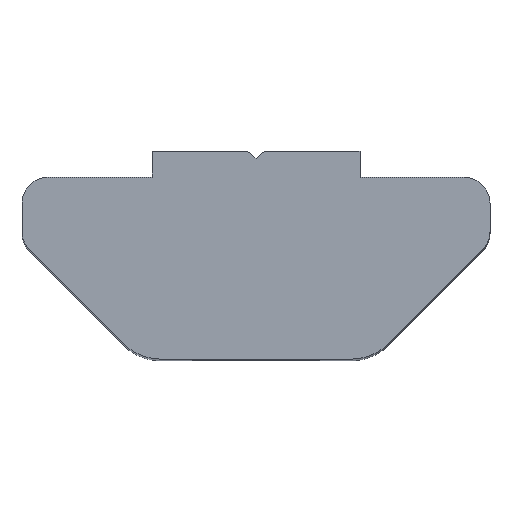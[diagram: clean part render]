
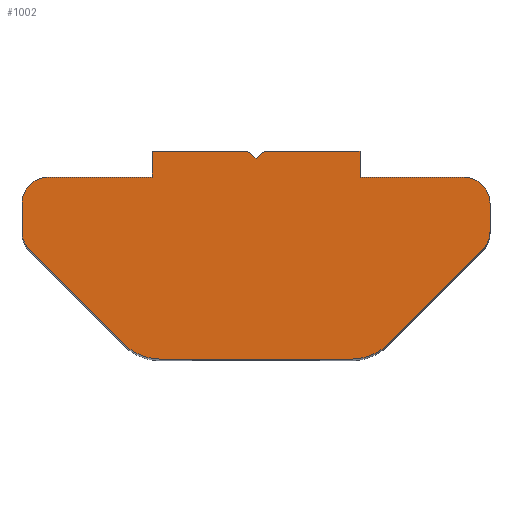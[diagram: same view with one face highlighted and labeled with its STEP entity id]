
A CAD part, top view. The second image highlights one B-rep face of the part: STEP entity #1002.
In plain terms, the highlighted planar face has unit normal (0, 0, 1).
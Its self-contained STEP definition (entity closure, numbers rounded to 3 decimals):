
#269=CARTESIAN_POINT('',(0.547,4.75,19.0));
#270=VERTEX_POINT('',#269);
#277=CARTESIAN_POINT('',(4.218,4.75,19.0));
#278=VERTEX_POINT('',#277);
#279=CARTESIAN_POINT('',(0.547,4.75,19.0));
#280=DIRECTION('',(1.0,0.0,0.0));
#281=VECTOR('',#280,3.672);
#282=LINE('',#279,#281);
#283=EDGE_CURVE('',#270,#278,#282,.T.);
#316=CARTESIAN_POINT('',(0.218,4.476,19.0));
#317=VERTEX_POINT('',#316);
#324=CARTESIAN_POINT('',(0.218,4.476,19.0));
#325=DIRECTION('',(0.767,0.641,0.0));
#326=VECTOR('',#325,0.428);
#327=LINE('',#324,#326);
#328=EDGE_CURVE('',#317,#270,#327,.T.);
#357=CARTESIAN_POINT('',(-0.125,4.75,19.0));
#358=VERTEX_POINT('',#357);
#365=CARTESIAN_POINT('',(-0.125,4.75,19.0));
#366=DIRECTION('',(0.781,-0.624,0.0));
#367=VECTOR('',#366,0.439);
#368=LINE('',#365,#367);
#369=EDGE_CURVE('',#358,#317,#368,.T.);
#562=CARTESIAN_POINT('',(-3.782,4.75,19.0));
#563=VERTEX_POINT('',#562);
#570=CARTESIAN_POINT('',(-3.782,4.75,19.0));
#571=DIRECTION('',(1.0,0.0,0.0));
#572=VECTOR('',#571,3.657);
#573=LINE('',#570,#572);
#574=EDGE_CURVE('',#563,#358,#573,.T.);
#616=CARTESIAN_POINT('',(4.218,3.75,19.0));
#617=VERTEX_POINT('',#616);
#618=CARTESIAN_POINT('',(4.218,4.75,19.0));
#619=DIRECTION('',(0.0,-1.0,0.0));
#620=VECTOR('',#619,1.);
#621=LINE('',#618,#620);
#622=EDGE_CURVE('',#278,#617,#621,.T.);
#640=CARTESIAN_POINT('',(8.218,3.75,19.0));
#641=VERTEX_POINT('',#640);
#642=CARTESIAN_POINT('',(4.218,3.75,19.0));
#643=DIRECTION('',(1.0,0.0,0.0));
#644=VECTOR('',#643,4.0);
#645=LINE('',#642,#644);
#646=EDGE_CURVE('',#617,#641,#645,.T.);
#664=CARTESIAN_POINT('',(9.218,2.75,19.0));
#665=VERTEX_POINT('',#664);
#666=CARTESIAN_POINT('',(8.218,2.75,19.0));
#667=DIRECTION('',(0.0,0.0,-1.0));
#668=DIRECTION('',(-1.0,0.,0.0));
#669=AXIS2_PLACEMENT_3D('',#666,#667,#668);
#670=CIRCLE('',#669,1.);
#671=EDGE_CURVE('',#641,#665,#670,.T.);
#689=CARTESIAN_POINT('',(9.218,1.664,19.0));
#690=VERTEX_POINT('',#689);
#691=CARTESIAN_POINT('',(9.218,2.75,19.0));
#692=DIRECTION('',(0.0,-1.0,0.0));
#693=VECTOR('',#692,1.086);
#694=LINE('',#691,#693);
#695=EDGE_CURVE('',#665,#690,#694,.T.);
#713=CARTESIAN_POINT('',(8.925,0.957,19.0));
#714=VERTEX_POINT('',#713);
#715=CARTESIAN_POINT('',(8.218,1.664,19.0));
#716=DIRECTION('',(0.0,0.0,-1.0));
#717=DIRECTION('',(-0.707,0.707,0.0));
#718=AXIS2_PLACEMENT_3D('',#715,#716,#717);
#719=CIRCLE('',#718,1.);
#720=EDGE_CURVE('',#690,#714,#719,.T.);
#738=CARTESIAN_POINT('',(5.304,-2.664,19.0));
#739=VERTEX_POINT('',#738);
#740=CARTESIAN_POINT('',(8.925,0.957,19.0));
#741=DIRECTION('',(-0.707,-0.707,0.0));
#742=VECTOR('',#741,5.121);
#743=LINE('',#740,#742);
#744=EDGE_CURVE('',#714,#739,#743,.T.);
#762=CARTESIAN_POINT('',(3.89,-3.25,19.0));
#763=VERTEX_POINT('',#762);
#764=CARTESIAN_POINT('',(3.89,-1.25,19.0));
#765=DIRECTION('',(0.0,0.0,-1.0));
#766=DIRECTION('',(0.,1.0,0.0));
#767=AXIS2_PLACEMENT_3D('',#764,#765,#766);
#768=CIRCLE('',#767,2.);
#769=EDGE_CURVE('',#739,#763,#768,.T.);
#787=CARTESIAN_POINT('',(-3.453,-3.25,19.0));
#788=VERTEX_POINT('',#787);
#789=CARTESIAN_POINT('',(3.89,-3.25,19.0));
#790=DIRECTION('',(-1.0,0.0,0.0));
#791=VECTOR('',#790,7.343);
#792=LINE('',#789,#791);
#793=EDGE_CURVE('',#763,#788,#792,.T.);
#817=CARTESIAN_POINT('',(-4.867,-2.664,19.0));
#818=VERTEX_POINT('',#817);
#819=CARTESIAN_POINT('',(-3.453,-1.25,19.0));
#820=DIRECTION('',(0.0,0.0,-1.0));
#821=DIRECTION('',(0.707,0.707,0.0));
#822=AXIS2_PLACEMENT_3D('',#819,#820,#821);
#823=CIRCLE('',#822,2.);
#824=EDGE_CURVE('',#788,#818,#823,.T.);
#842=CARTESIAN_POINT('',(-8.489,0.957,19.0));
#843=VERTEX_POINT('',#842);
#844=CARTESIAN_POINT('',(-4.867,-2.664,19.0));
#845=DIRECTION('',(-0.707,0.707,0.0));
#846=VECTOR('',#845,5.121);
#847=LINE('',#844,#846);
#848=EDGE_CURVE('',#818,#843,#847,.T.);
#866=CARTESIAN_POINT('',(-8.782,1.664,19.0));
#867=VERTEX_POINT('',#866);
#868=CARTESIAN_POINT('',(-7.782,1.664,19.0));
#869=DIRECTION('',(0.0,0.0,-1.0));
#870=DIRECTION('',(1.0,0.,0.0));
#871=AXIS2_PLACEMENT_3D('',#868,#869,#870);
#872=CIRCLE('',#871,1.);
#873=EDGE_CURVE('',#843,#867,#872,.T.);
#891=CARTESIAN_POINT('',(-8.782,2.75,19.0));
#892=VERTEX_POINT('',#891);
#893=CARTESIAN_POINT('',(-8.782,1.664,19.0));
#894=DIRECTION('',(0.0,1.0,0.0));
#895=VECTOR('',#894,1.086);
#896=LINE('',#893,#895);
#897=EDGE_CURVE('',#867,#892,#896,.T.);
#915=CARTESIAN_POINT('',(-7.782,3.75,19.0));
#916=VERTEX_POINT('',#915);
#917=CARTESIAN_POINT('',(-7.782,2.75,19.0));
#918=DIRECTION('',(0.0,0.0,-1.0));
#919=DIRECTION('',(0.,-1.0,0.0));
#920=AXIS2_PLACEMENT_3D('',#917,#918,#919);
#921=CIRCLE('',#920,1.);
#922=EDGE_CURVE('',#892,#916,#921,.T.);
#940=CARTESIAN_POINT('',(-3.782,3.75,19.0));
#941=VERTEX_POINT('',#940);
#942=CARTESIAN_POINT('',(-7.782,3.75,19.0));
#943=DIRECTION('',(1.0,0.0,0.0));
#944=VECTOR('',#943,4.0);
#945=LINE('',#942,#944);
#946=EDGE_CURVE('',#916,#941,#945,.T.);
#964=CARTESIAN_POINT('',(-3.782,3.75,19.0));
#965=DIRECTION('',(0.0,1.0,0.0));
#966=VECTOR('',#965,1.0);
#967=LINE('',#964,#966);
#968=EDGE_CURVE('',#941,#563,#967,.T.);
#976=CARTESIAN_POINT('',(0.218,1.148,19.0));
#977=DIRECTION('',(0.0,0.0,1.0));
#978=DIRECTION('',(1.0,0.0,0.0));
#979=AXIS2_PLACEMENT_3D('',#976,#977,#978);
#980=PLANE('',#979);
#981=ORIENTED_EDGE('',*,*,#574,.F.);
#982=ORIENTED_EDGE('',*,*,#968,.F.);
#983=ORIENTED_EDGE('',*,*,#946,.F.);
#984=ORIENTED_EDGE('',*,*,#922,.F.);
#985=ORIENTED_EDGE('',*,*,#897,.F.);
#986=ORIENTED_EDGE('',*,*,#873,.F.);
#987=ORIENTED_EDGE('',*,*,#848,.F.);
#988=ORIENTED_EDGE('',*,*,#824,.F.);
#989=ORIENTED_EDGE('',*,*,#793,.F.);
#990=ORIENTED_EDGE('',*,*,#769,.F.);
#991=ORIENTED_EDGE('',*,*,#744,.F.);
#992=ORIENTED_EDGE('',*,*,#720,.F.);
#993=ORIENTED_EDGE('',*,*,#695,.F.);
#994=ORIENTED_EDGE('',*,*,#671,.F.);
#995=ORIENTED_EDGE('',*,*,#646,.F.);
#996=ORIENTED_EDGE('',*,*,#622,.F.);
#997=ORIENTED_EDGE('',*,*,#283,.F.);
#998=ORIENTED_EDGE('',*,*,#328,.F.);
#999=ORIENTED_EDGE('',*,*,#369,.F.);
#1000=EDGE_LOOP('',(#981,#982,#983,#984,#985,#986,#987,#988,#989,#990,#991,#992,#993,#994,#995,#996,#997,#998,#999));
#1001=FACE_OUTER_BOUND('',#1000,.T.);
#1002=ADVANCED_FACE('',(#1001),#980,.T.);
